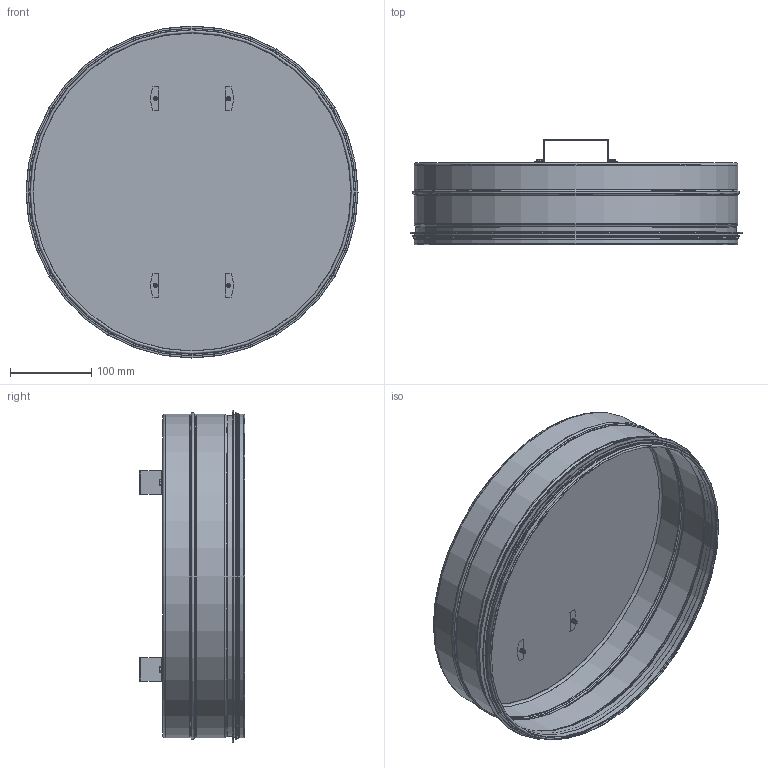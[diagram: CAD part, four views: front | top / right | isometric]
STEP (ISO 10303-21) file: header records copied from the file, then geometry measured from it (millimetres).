
FILE_DESCRIPTION((''),'2;1');
FILE_NAME('HÄLH-400.stp','2014-02-21T13:10:26',(''),(''),'Autodesk Inventor 2013','Autodesk Inventor 2013','');
FILE_SCHEMA(('AUTOMOTIVE_DESIGN { 1 2 10303 214 0 1 1 1 }'));
Length unit declared in the file: millimetre
Products named in the file (6): HÄLH-400; HÄL-400; HälRörämne-400; 999009; Handtag-75_1; Borrskruv_4,2x9,5
Assembly tree (9 placements, depth 3):
  HÄLH-400
    HÄL-400
      HälRörämne-400
      999009
    Handtag-75_1  x2
    Borrskruv_4,2x9,5  x4
Bounding box: 409.2 x 130 x 409.2 mm (x, y, z)
Volume: 182464.3 mm3; surface area: 602699.8 mm2
Topology: 8 solids, 8 shells, 524 faces, 1169 edges, 667 vertices
Faces by surface type: plane 246, cylinder 152, torus 56, bspline 36, cone 34
Full cylindrical faces by diameter (mm): 2 x2, 4 x4, 5.1 x4, 8.4 x4, 393 x1, 394 x1, 395.2 x1, 397.8 x6, 398.8 x3, 404.2 x1, 409.2 x1
Entity records: 5864 total; most frequent: CARTESIAN_POINT 1693, DIRECTION 854, ORIENTED_EDGE 704, EDGE_CURVE 352, AXIS2_PLACEMENT_3D 343, EDGE_LOOP 259, VERTEX_POINT 227, FACE_OUTER_BOUND 191
